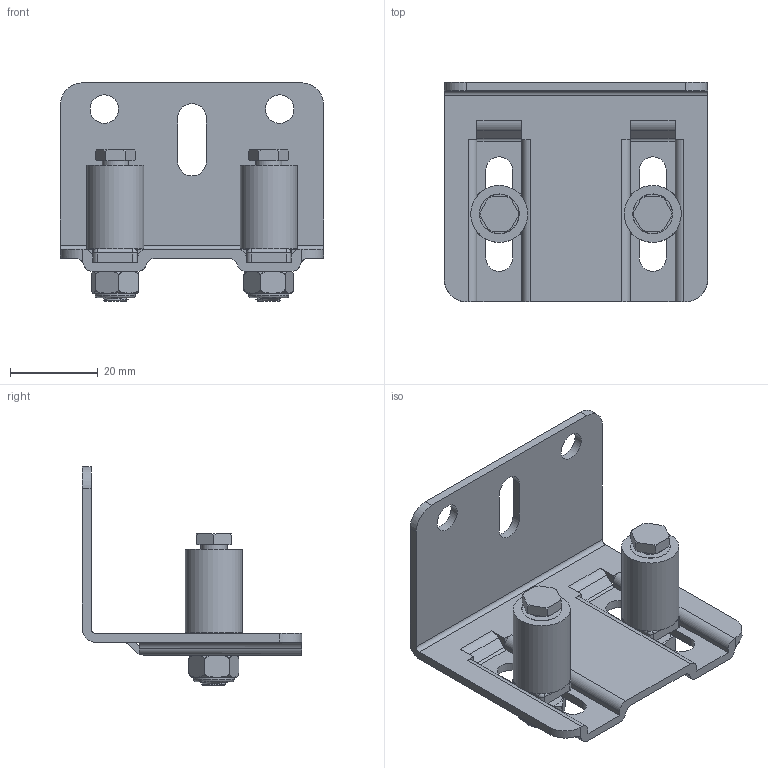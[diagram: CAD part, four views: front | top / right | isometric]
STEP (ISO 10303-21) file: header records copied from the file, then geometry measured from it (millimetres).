
FILE_DESCRIPTION(/* description */ (''),/* implementation_level */ '2;1');
FILE_NAME(/* name */ '1128.stp',/* time_stamp */ '2017-05-02T11:34:55+02:00',/* author */ ('Giuliano'),/* organization */ (''),/* preprocessor_version */ 'ST-DEVELOPER v16.5',/* originating_system */ 'Autodesk Inventor 2017',/* authorisation */ '');
FILE_SCHEMA (('AUTOMOTIVE_DESIGN { 1 0 10303 214 3 1 1 }'));
Length unit declared in the file: millimetre
Products named in the file (6): 1128; 20085-A; 09145; 20131; 20135-AA; 06021
Assembly tree (9 placements, depth 2):
  1128
    20085-A
    20131  x2
    09145  x2
    06021  x2
    20135-AA  x2
Bounding box: 60 x 50 x 49.8 mm (x, y, z)
Volume: 17019.6 mm3; surface area: 19602.2 mm2
Topology: 11 solids, 11 shells, 258 faces, 634 edges, 406 vertices
Faces by surface type: plane 112, cylinder 98, cone 30, sphere 8, torus 6, bspline 4
Full cylindrical faces by diameter (mm): 4.917 x4, 6 x20, 6.1 x2, 6.5 x2, 8 x2, 9 x4, 9.1 x4, 9.182 x2, 10 x4, 10.1 x2, 13 x2
Entity records: 6033 total; most frequent: CARTESIAN_POINT 2063, DIRECTION 801, ORIENTED_EDGE 752, EDGE_CURVE 376, AXIS2_PLACEMENT_3D 304, VERTEX_POINT 252, EDGE_LOOP 204, LINE 193
